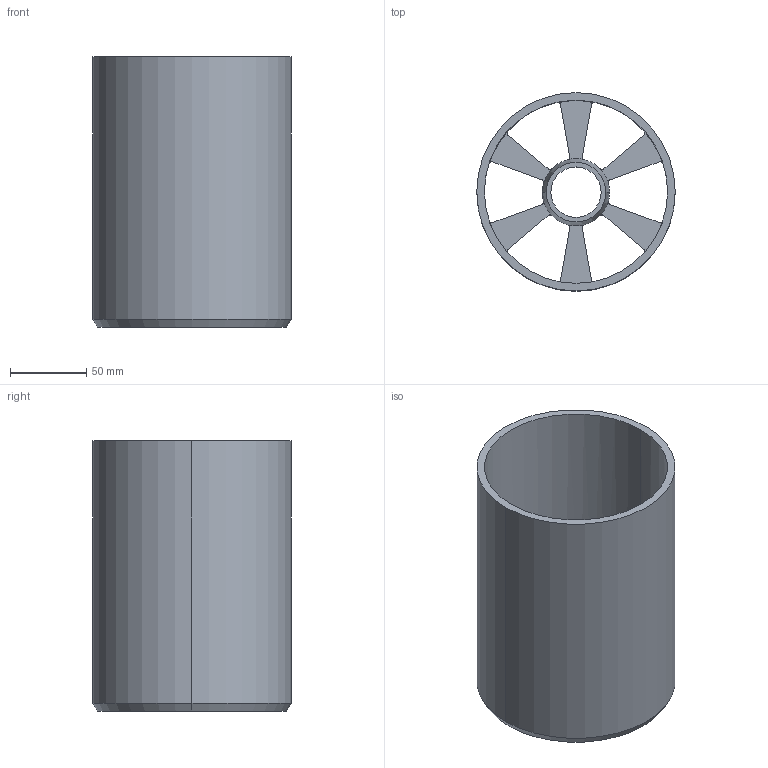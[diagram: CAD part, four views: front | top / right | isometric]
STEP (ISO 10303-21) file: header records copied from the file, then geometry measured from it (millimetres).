
FILE_DESCRIPTION (( 'STEP AP214' ), '1' );
FILE_NAME ('shade-v3.STEP', '2025-12-12T15:24:07', ( '' ), ( '' ), 'SwSTEP 2.0', 'SolidWorks 2026', '' );
FILE_SCHEMA (( 'AUTOMOTIVE_DESIGN' ));
Length unit declared in the file: millimetre
Products named in the file (1): shade-v3
Bounding box: 130 x 130 x 177 mm (x, y, z)
Volume: 376461 mm3; surface area: 157445.7 mm2
Topology: 1 solids, 1 shells, 72 faces, 206 edges, 131 vertices
Faces by surface type: cylinder 43, plane 21, cone 8
Entity records: 2442 total; most frequent: DIRECTION 465, ORIENTED_EDGE 412, CARTESIAN_POINT 410, EDGE_CURVE 206, AXIS2_PLACEMENT_3D 186, VERTEX_POINT 131, CIRCLE 113, LINE 93
